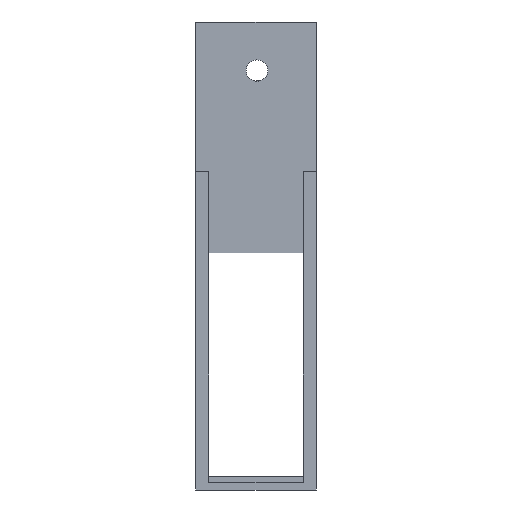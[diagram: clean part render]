
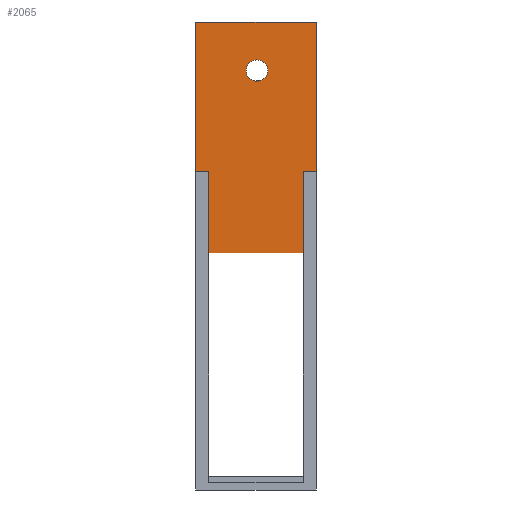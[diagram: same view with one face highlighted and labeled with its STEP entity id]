
A CAD part, front view. The second image highlights one B-rep face of the part: STEP entity #2065.
In plain terms, the highlighted planar face has unit normal (0, -1, 0).
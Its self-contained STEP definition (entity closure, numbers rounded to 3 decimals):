
#58=FACE_BOUND('',#291,.T.);
#82=CIRCLE('',#2165,4.1);
#163=FACE_OUTER_BOUND('',#290,.T.);
#290=EDGE_LOOP('',(#1830,#1831,#1832,#1833,#1834,#1835,#1836,#1837));
#291=EDGE_LOOP('',(#1838));
#329=LINE('',#2774,#595);
#332=LINE('',#2780,#598);
#335=LINE('',#2785,#601);
#336=LINE('',#2788,#602);
#346=LINE('',#2806,#612);
#372=LINE('',#2869,#638);
#465=LINE('',#3072,#731);
#521=LINE('',#3192,#787);
#595=VECTOR('',#2249,10.);
#598=VECTOR('',#2254,10.);
#601=VECTOR('',#2259,10.);
#602=VECTOR('',#2262,10.);
#612=VECTOR('',#2274,10.);
#638=VECTOR('',#2314,10.);
#731=VECTOR('',#2447,10.);
#787=VECTOR('',#2559,10.);
#860=VERTEX_POINT('',#2771);
#861=VERTEX_POINT('',#2773);
#862=VERTEX_POINT('',#2777);
#863=VERTEX_POINT('',#2779);
#864=VERTEX_POINT('',#2783);
#865=VERTEX_POINT('',#2787);
#872=VERTEX_POINT('',#2804);
#902=VERTEX_POINT('',#2868);
#1030=VERTEX_POINT('',#3203);
#1054=EDGE_CURVE('',#861,#860,#329,.T.);
#1057=EDGE_CURVE('',#862,#863,#332,.T.);
#1060=EDGE_CURVE('',#862,#864,#335,.T.);
#1061=EDGE_CURVE('',#865,#861,#336,.T.);
#1071=EDGE_CURVE('',#860,#872,#346,.T.);
#1102=EDGE_CURVE('',#902,#863,#372,.T.);
#1206=EDGE_CURVE('',#865,#864,#465,.T.);
#1267=EDGE_CURVE('',#902,#872,#521,.T.);
#1272=EDGE_CURVE('',#1030,#1030,#82,.T.);
#1830=ORIENTED_EDGE('',*,*,#1102,.T.);
#1831=ORIENTED_EDGE('',*,*,#1057,.F.);
#1832=ORIENTED_EDGE('',*,*,#1060,.T.);
#1833=ORIENTED_EDGE('',*,*,#1206,.F.);
#1834=ORIENTED_EDGE('',*,*,#1061,.T.);
#1835=ORIENTED_EDGE('',*,*,#1054,.T.);
#1836=ORIENTED_EDGE('',*,*,#1071,.T.);
#1837=ORIENTED_EDGE('',*,*,#1267,.F.);
#1838=ORIENTED_EDGE('',*,*,#1272,.T.);
#1975=PLANE('',#2199);
#2065=ADVANCED_FACE('',(#163,#58),#1975,.T.);
#2165=AXIS2_PLACEMENT_3D('',#3204,#2575,#2576);
#2199=AXIS2_PLACEMENT_3D('',#3276,#2681,#2682);
#2249=DIRECTION('',(1.,0.,0.));
#2254=DIRECTION('',(-1.,0.,0.));
#2259=DIRECTION('',(0.,0.,-1.));
#2262=DIRECTION('',(0.,0.,1.));
#2274=DIRECTION('',(0.,0.,1.));
#2314=DIRECTION('',(0.,0.,-1.));
#2447=DIRECTION('',(-1.,0.,0.));
#2559=DIRECTION('',(1.,0.,0.));
#2575=DIRECTION('center_axis',(0.,1.,0.));
#2576=DIRECTION('ref_axis',(0.,0.,-1.));
#2681=DIRECTION('center_axis',(0.,-1.,0.));
#2682=DIRECTION('ref_axis',(1.,0.,0.));
#2771=CARTESIAN_POINT('',(150.438,-139.206,115.4));
#2773=CARTESIAN_POINT('',(145.438,-139.206,115.4));
#2774=CARTESIAN_POINT('',(122.701,-139.206,115.4));
#2777=CARTESIAN_POINT('',(109.438,-139.206,115.4));
#2779=CARTESIAN_POINT('',(104.438,-139.206,115.4));
#2780=CARTESIAN_POINT('',(76.451,-139.206,115.4));
#2783=CARTESIAN_POINT('',(109.438,-139.206,84.4));
#2785=CARTESIAN_POINT('',(109.438,-139.206,59.2));
#2787=CARTESIAN_POINT('',(145.438,-139.206,84.4));
#2788=CARTESIAN_POINT('',(145.438,-139.206,59.2));
#2804=CARTESIAN_POINT('',(150.438,-139.206,172.4));
#2806=CARTESIAN_POINT('',(150.438,-139.206,57.7));
#2868=CARTESIAN_POINT('',(104.438,-139.206,172.4));
#2869=CARTESIAN_POINT('',(104.438,-139.206,57.7));
#3072=CARTESIAN_POINT('',(80.201,-139.206,84.4));
#3192=CARTESIAN_POINT('',(76.451,-139.206,172.4));
#3203=CARTESIAN_POINT('',(127.785,-139.206,157.952));
#3204=CARTESIAN_POINT('Origin',(127.785,-139.206,153.852));
#3276=CARTESIAN_POINT('Origin',(75.201,-139.206,115.4));
